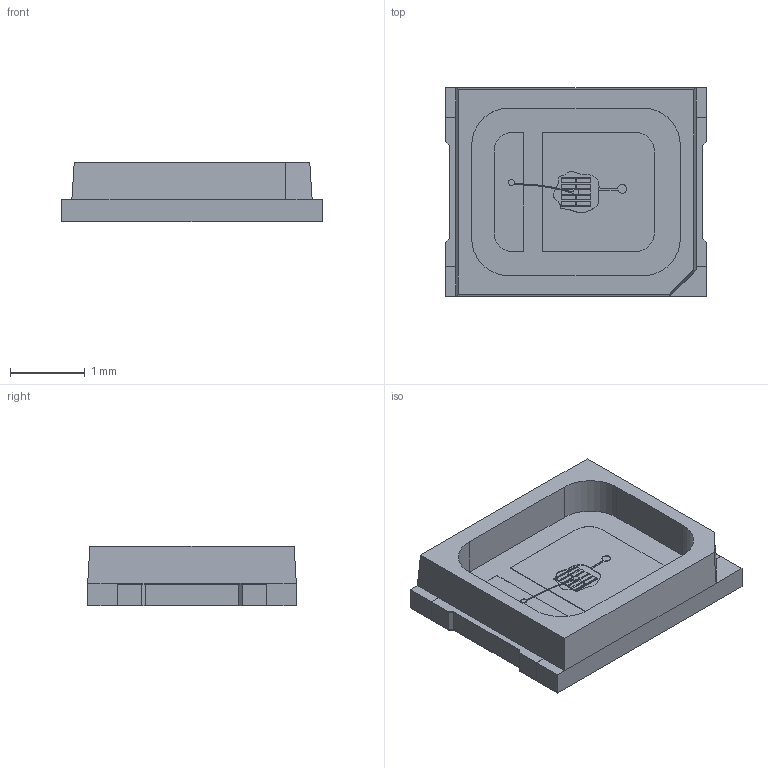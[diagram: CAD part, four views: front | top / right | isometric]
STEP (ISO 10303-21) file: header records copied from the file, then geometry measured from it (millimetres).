
FILE_DESCRIPTION(/* description */ ('Unknown'),/* implementation_level */ '2;1');
FILE_NAME(/* name */ '150283xxx',/* time_stamp */ '2018-05-16T07:06:54+02:00',/* author */ ('Unknown'),/* organization */ ('Unknown'),/* preprocessor_version */ 'ST-DEVELOPER v16.7',/* originating_system */ 'DEX',/* authorisation */ $);
FILE_SCHEMA (('AUTOMOTIVE_DESIGN {1 0 10303 214 3 1 1}'));
Length unit declared in the file: millimetre
Products named in the file (3): 150283xxx; Body; Pins
Assembly tree (2 placements, depth 2):
  150283xxx
    Body
    Pins
Bounding box: 3.5 x 2.8 x 0.8 mm (x, y, z)
Volume: 4.3 mm3; surface area: 44.8 mm2
Topology: 3 solids, 3 shells, 222 faces, 633 edges, 419 vertices
Faces by surface type: plane 176, cylinder 45, bspline 1
Entity records: 8905 total; most frequent: CARTESIAN_POINT 1404, ORIENTED_EDGE 1262, DIRECTION 1177, EDGE_CURVE 631, LINE 523, VECTOR 523, VERTEX_POINT 418, AXIS2_PLACEMENT_3D 327
